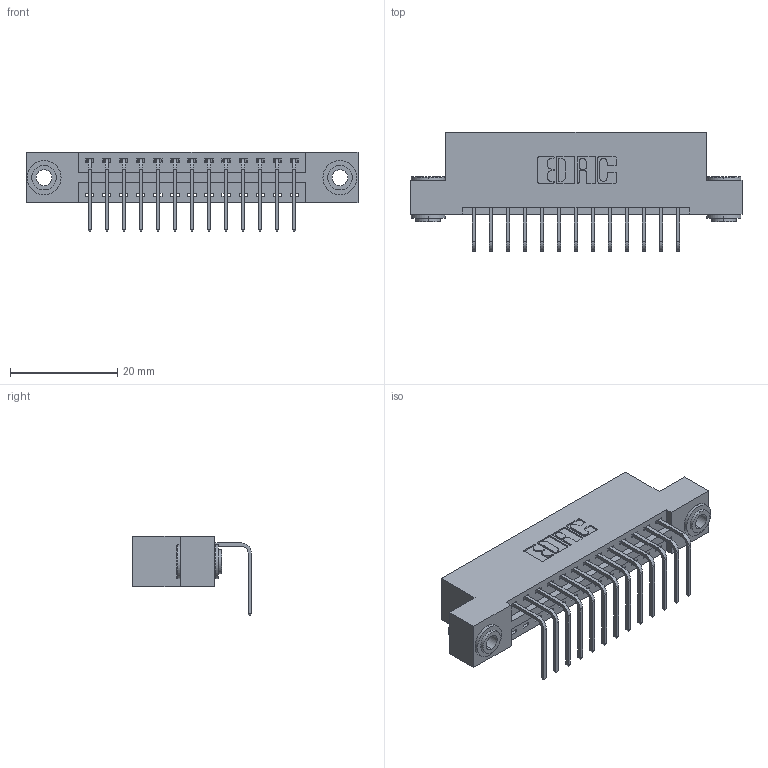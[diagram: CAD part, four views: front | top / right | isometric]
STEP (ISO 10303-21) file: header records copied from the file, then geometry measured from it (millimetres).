
FILE_DESCRIPTION (( 'STEP AP203' ), '1' );
FILE_NAME ('346-013-558-103.STEP', '2022-05-05T05:03:57', ( '' ), ( '' ), 'SwSTEP 2.0', 'SolidWorks 2020', '' );
FILE_SCHEMA (( 'CONFIG_CONTROL_DESIGN' ));
Length unit declared in the file: inch
Products named in the file (4): 345-292-001_558 Tail - 2; 345-250-002_345-250-002-102; 346 Part_Flush Mounting Lugs - 0.156 Dia-TH; 346-013-558-103
Assembly tree (16 placements, depth 2):
  346-013-558-103
    346 Part_Flush Mounting Lugs - 0.156 Dia-TH
    345-292-001_558 Tail - 2  x13
    345-250-002_345-250-002-102  x2
Bounding box: 61.85 x 22.16 x 14.73 mm (x, y, z)
Volume: 5765.1 mm3; surface area: 7402.6 mm2
Topology: 16 solids, 16 shells, 954 faces, 2807 edges, 1850 vertices
Faces by surface type: plane 646, cylinder 300, cone 8
Entity records: 13122 total; most frequent: CARTESIAN_POINT 2240, ORIENTED_EDGE 2178, DIRECTION 2041, EDGE_CURVE 1089, LINE 881, VECTOR 881, VERTEX_POINT 722, AXIS2_PLACEMENT_3D 580
